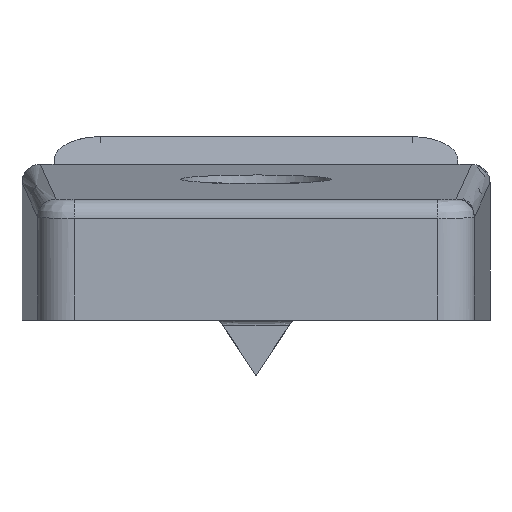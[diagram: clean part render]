
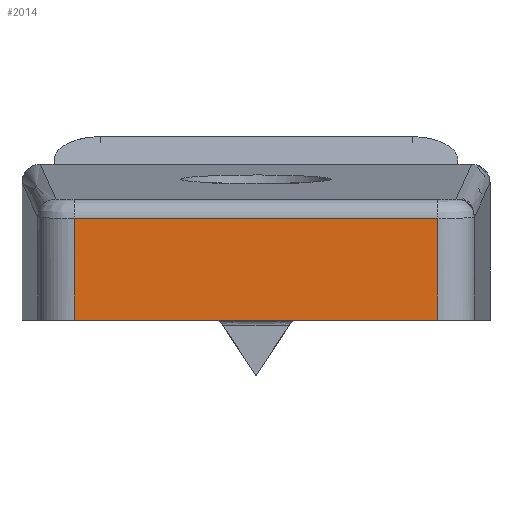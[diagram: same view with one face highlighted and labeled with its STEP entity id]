
A CAD part, left-side view. The second image highlights one B-rep face of the part: STEP entity #2014.
In plain terms, the highlighted free-form (B-spline) face has degree [1, 1] with [2, 2] control points.
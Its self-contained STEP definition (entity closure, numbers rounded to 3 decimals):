
#1366=CARTESIAN_POINT('',(97.,9.906,5.555));
#1367=VERTEX_POINT('',#1366);
#1419=CARTESIAN_POINT('',(97.,-9.906,5.555));
#1420=VERTEX_POINT('',#1419);
#1431=CARTESIAN_POINT('',(97.,9.906,5.555));
#1432=CARTESIAN_POINT('',(97.,-9.906,5.555));
#1433=QUASI_UNIFORM_CURVE('',1,(#1431,#1432),.UNSPECIFIED.,.F.,.U.);
#1434=EDGE_CURVE('',#1367,#1420,#1433,.T.);
#1970=CARTESIAN_POINT('',(97.,-9.906,0.0));
#1971=VERTEX_POINT('',#1970);
#1972=CARTESIAN_POINT('',(97.,-9.906,5.555));
#1973=CARTESIAN_POINT('',(97.,-9.906,0.0));
#1974=QUASI_UNIFORM_CURVE('',1,(#1972,#1973),.UNSPECIFIED.,.F.,.U.);
#1975=EDGE_CURVE('',#1420,#1971,#1974,.T.);
#1993=CARTESIAN_POINT('',(97.,-10.895,-0.277));
#1994=CARTESIAN_POINT('',(97.,10.895,-0.277));
#1995=CARTESIAN_POINT('',(97.,-10.895,5.832));
#1996=CARTESIAN_POINT('',(97.,10.895,5.832));
#1997=B_SPLINE_SURFACE_WITH_KNOTS('',1,1,((#1993,#1995),(#1994,#1996)),.UNSPECIFIED.,.F.,.F.,.U.,(2,2),(2,2),(0.0,21.79),(0.0,6.11),.UNSPECIFIED.);
#1998=CARTESIAN_POINT('',(97.,9.906,0.0));
#1999=VERTEX_POINT('',#1998);
#2000=CARTESIAN_POINT('',(97.,9.906,5.555));
#2001=CARTESIAN_POINT('',(97.,9.906,0.0));
#2002=QUASI_UNIFORM_CURVE('',1,(#2000,#2001),.UNSPECIFIED.,.F.,.U.);
#2003=EDGE_CURVE('',#1367,#1999,#2002,.T.);
#2004=ORIENTED_EDGE('',*,*,#2003,.F.);
#2005=ORIENTED_EDGE('',*,*,#1434,.T.);
#2006=ORIENTED_EDGE('',*,*,#1975,.T.);
#2007=CARTESIAN_POINT('',(97.,9.906,0.0));
#2008=CARTESIAN_POINT('',(97.,-9.906,0.0));
#2009=QUASI_UNIFORM_CURVE('',1,(#2007,#2008),.UNSPECIFIED.,.F.,.U.);
#2010=EDGE_CURVE('',#1999,#1971,#2009,.T.);
#2011=ORIENTED_EDGE('',*,*,#2010,.F.);
#2012=EDGE_LOOP('',(#2004,#2005,#2006,#2011));
#2013=FACE_OUTER_BOUND('',#2012,.T.);
#2014=ADVANCED_FACE('',(#2013),#1997,.T.);
